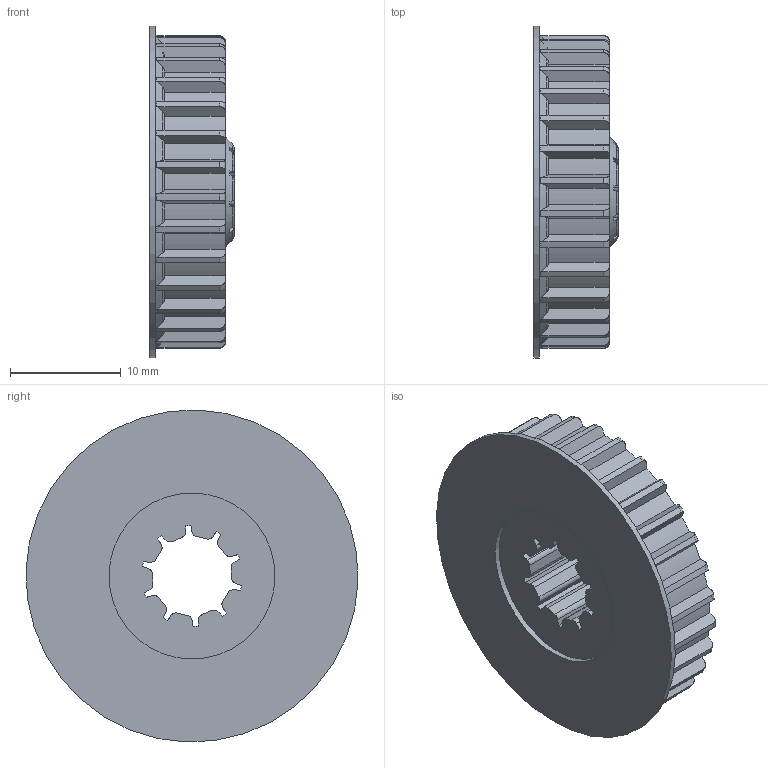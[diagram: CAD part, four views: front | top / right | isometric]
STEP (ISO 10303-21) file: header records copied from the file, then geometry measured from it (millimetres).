
FILE_DESCRIPTION(/* description */ ('STEP AP242','CAx-IF Rec.Pracs.---Representation and Presentation of Product Manufacturing Information (PMI)---4.0---2014-10-13','CAx-IF Rec.Pracs.---3D Tessellated Geometry---0.4---2014-09-14','2;1'),/* implementation_level */ '2;1');
FILE_NAME(/* name */ '6248bd17a98a8c27c7d602da',/* time_stamp */ '2022-04-02T21:16:08+00:00',/* author */ (''),/* organization */ (''),/* preprocessor_version */ 'ST-DEVELOPER v18.101',/* originating_system */ ' ',/* authorisation */ ' ');
FILE_SCHEMA (('AP242_MANAGED_MODEL_BASED_3D_ENGINEERING_MIM_LF { 1 0 10303 442 1 1 4 }'));
Length unit declared in the file: metre
Products named in the file (1): transmission_pulley_at3_t30_center
Bounding box: 7.6 x 29.98 x 29.98 mm (x, y, z)
Volume: 3596.9 mm3; surface area: 2396.1 mm2
Topology: 1 solids, 1 shells, 298 faces, 883 edges, 589 vertices
Faces by surface type: plane 134, cylinder 92, torus 70, cone 2
Full cylindrical faces by diameter (mm): 15 x1, 30 x1
Entity records: 10250 total; most frequent: CARTESIAN_POINT 2421, ORIENTED_EDGE 1752, DIRECTION 1550, EDGE_CURVE 876, AXIS2_PLACEMENT_3D 595, VERTEX_POINT 586, LINE 360, VECTOR 360
